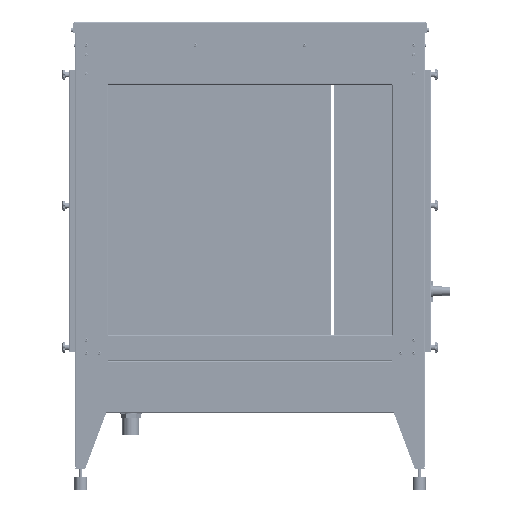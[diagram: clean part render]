
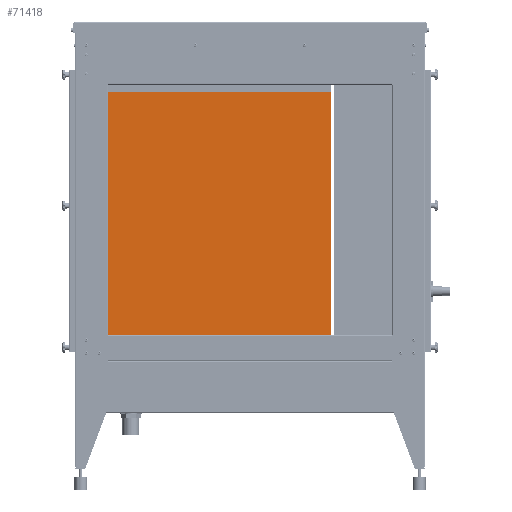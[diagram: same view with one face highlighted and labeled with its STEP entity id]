
A CAD part, top view. The second image highlights one B-rep face of the part: STEP entity #71418.
In plain terms, the highlighted planar face has unit normal (0, 0, 1).
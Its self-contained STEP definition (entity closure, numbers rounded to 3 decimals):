
#7057=PLANE('',#78312);
#10822=FACE_OUTER_BOUND('',#15608,.T.);
#15608=EDGE_LOOP('',(#65279,#65280,#65281,#65282));
#22103=LINE('',#134701,#28557);
#22109=LINE('',#134713,#28563);
#22111=LINE('',#134716,#28565);
#22112=LINE('',#134717,#28566);
#28557=VECTOR('',#95842,10.);
#28563=VECTOR('',#95852,10.);
#28565=VECTOR('',#95856,10.);
#28566=VECTOR('',#95857,10.);
#36895=VERTEX_POINT('',#134698);
#36896=VERTEX_POINT('',#134700);
#36899=VERTEX_POINT('',#134710);
#36900=VERTEX_POINT('',#134712);
#46441=EDGE_CURVE('',#36896,#36895,#22103,.T.);
#46447=EDGE_CURVE('',#36900,#36899,#22109,.T.);
#46449=EDGE_CURVE('',#36899,#36896,#22111,.T.);
#46450=EDGE_CURVE('',#36895,#36900,#22112,.T.);
#65279=ORIENTED_EDGE('',*,*,#46449,.T.);
#65280=ORIENTED_EDGE('',*,*,#46441,.T.);
#65281=ORIENTED_EDGE('',*,*,#46450,.T.);
#65282=ORIENTED_EDGE('',*,*,#46447,.T.);
#71418=ADVANCED_FACE('',(#10822),#7057,.T.);
#78312=AXIS2_PLACEMENT_3D('',#134715,#95854,#95855);
#95842=DIRECTION('',(-1.,0.,0.));
#95852=DIRECTION('',(1.,0.,0.));
#95854=DIRECTION('center_axis',(0.,0.,1.));
#95855=DIRECTION('ref_axis',(1.,0.,0.));
#95856=DIRECTION('',(0.,1.,0.));
#95857=DIRECTION('',(0.,-1.,0.));
#134698=CARTESIAN_POINT('',(-300.,272.5,82.5));
#134700=CARTESIAN_POINT('',(300.,272.5,82.5));
#134701=CARTESIAN_POINT('',(300.,272.5,82.5));
#134710=CARTESIAN_POINT('',(300.,-305.5,82.5));
#134712=CARTESIAN_POINT('',(-300.,-305.5,82.5));
#134713=CARTESIAN_POINT('',(-300.,-305.5,82.5));
#134715=CARTESIAN_POINT('Origin',(0.,-16.5,82.5));
#134716=CARTESIAN_POINT('',(300.,-305.5,82.5));
#134717=CARTESIAN_POINT('',(-300.,302.5,82.5));
